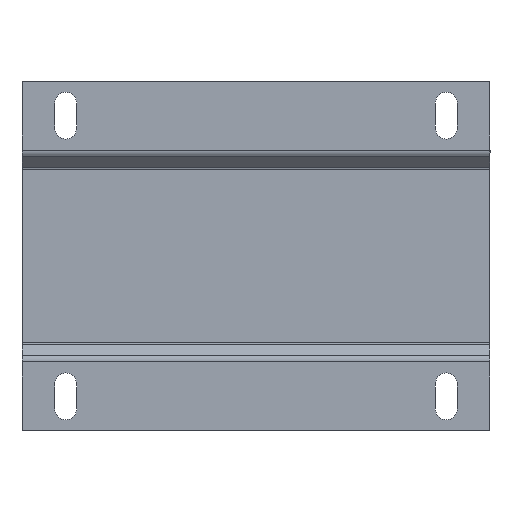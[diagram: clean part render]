
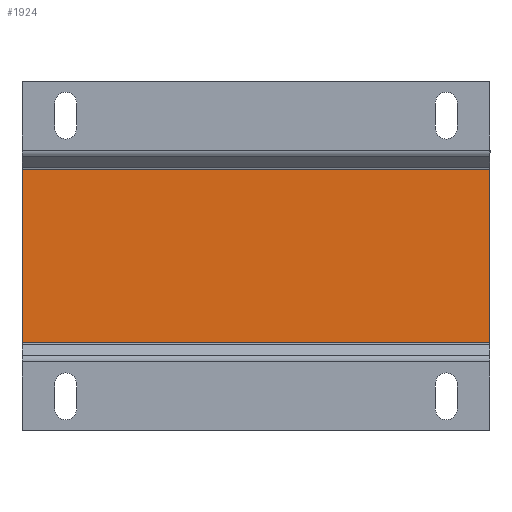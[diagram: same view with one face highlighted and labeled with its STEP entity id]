
A CAD part, front view. The second image highlights one B-rep face of the part: STEP entity #1924.
In plain terms, the highlighted planar face has unit normal (0, -1, 0).
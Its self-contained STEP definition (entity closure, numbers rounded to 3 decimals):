
#312 = EDGE_CURVE ( 'Defeature ausgef�hrt1_51+Defeature ausgef�hrt1_52+Defeature ausgef�hrt1_57+Defeature ausgef�hrt1_70', #3369, #2204, #3349, .T. ) ;
#358 = EDGE_CURVE ( 'Defeature ausgef�hrt1_72+Defeature ausgef�hrt1_52+Defeature ausgef�hrt1_70+Defeature ausgef�hrt1_71', #2204, #5625, #4696, .T. ) ;
#392 = ORIENTED_EDGE ( 'NONE', *, *, #358, .F. ) ;
#564 = CARTESIAN_POINT ( 'NONE',  ( 0., -64.5, 27.757 ) ) ;
#592 = DIRECTION ( 'NONE',  ( -1., 0., 0. ) ) ;
#835 = ORIENTED_EDGE ( 'NONE', *, *, #5415, .F. ) ;
#949 = DIRECTION ( 'NONE',  ( 1., 0., 0. ) ) ;
#1297 = CARTESIAN_POINT ( 'NONE',  ( -75., -64.5, 56. ) ) ;
#1697 = ORIENTED_EDGE ( 'NONE', *, *, #6869, .T. ) ;
#1924 = ADVANCED_FACE ( 'Defeature ausgef�hrt1_52', ( #4651 ), #6108, .F. ) ;
#1928 = EDGE_LOOP ( 'NONE', ( #392, #7205, #1697, #835 ) ) ;
#2036 = LINE ( 'NONE', #1297, #3109 ) ;
#2141 = DIRECTION ( 'NONE',  ( 0., 0., -1. ) ) ;
#2204 = VERTEX_POINT ( 'NONE', #4604 ) ;
#2786 = CARTESIAN_POINT ( 'NONE',  ( 0., -64.5, -27.757 ) ) ;
#3109 = VECTOR ( 'NONE', #4227, 1000. ) ;
#3251 = DIRECTION ( 'NONE',  ( -1., 0., 0. ) ) ;
#3349 = LINE ( 'NONE', #6163, #4142 ) ;
#3369 = VERTEX_POINT ( 'NONE', #3846 ) ;
#3846 = CARTESIAN_POINT ( 'NONE',  ( 75., -64.5, 27.757 ) ) ;
#4142 = VECTOR ( 'NONE', #2141, 1000. ) ;
#4227 = DIRECTION ( 'NONE',  ( 0., 0., 1. ) ) ;
#4604 = CARTESIAN_POINT ( 'NONE',  ( 75., -64.5, -27.757 ) ) ;
#4651 = FACE_OUTER_BOUND ( 'NONE', #1928, .T. ) ;
#4696 = LINE ( 'NONE', #2786, #7397 ) ;
#5415 = EDGE_CURVE ( 'Defeature ausgef�hrt1_49+Defeature ausgef�hrt1_52+Defeature ausgef�hrt1_71+Defeature ausgef�hrt1_58', #5625, #7405, #2036, .T. ) ;
#5551 = CARTESIAN_POINT ( 'NONE',  ( 0., -64.5, 0. ) ) ;
#5562 = LINE ( 'NONE', #564, #7450 ) ;
#5576 = DIRECTION ( 'NONE',  ( 0., 1., 0. ) ) ;
#5625 = VERTEX_POINT ( 'NONE', #6300 ) ;
#5687 = AXIS2_PLACEMENT_3D ( 'NONE', #5551, #5576, #949 ) ;
#6108 = PLANE ( 'NONE',  #5687 ) ;
#6163 = CARTESIAN_POINT ( 'NONE',  ( 75., -64.5, 56. ) ) ;
#6300 = CARTESIAN_POINT ( 'NONE',  ( -75., -64.5, -27.757 ) ) ;
#6821 = CARTESIAN_POINT ( 'NONE',  ( -75., -64.5, 27.757 ) ) ;
#6869 = EDGE_CURVE ( 'Defeature ausgef�hrt1_52+Defeature ausgef�hrt1_59+Defeature ausgef�hrt1_51+Defeature ausgef�hrt1_49', #3369, #7405, #5562, .T. ) ;
#7205 = ORIENTED_EDGE ( 'NONE', *, *, #312, .F. ) ;
#7397 = VECTOR ( 'NONE', #3251, 1000. ) ;
#7405 = VERTEX_POINT ( 'NONE', #6821 ) ;
#7450 = VECTOR ( 'NONE', #592, 1000. ) ;
